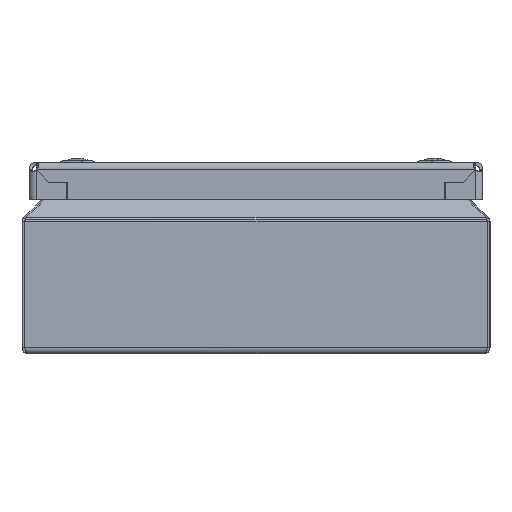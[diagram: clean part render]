
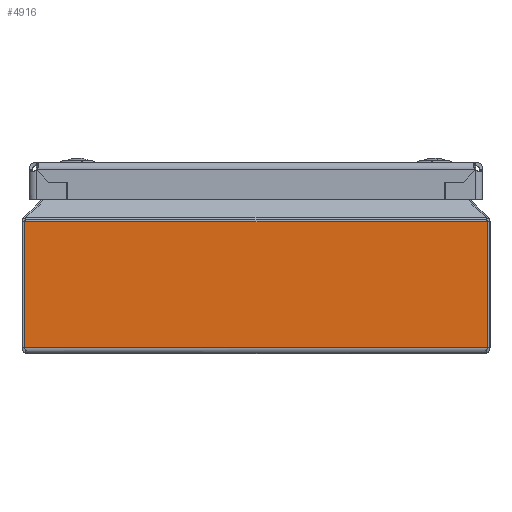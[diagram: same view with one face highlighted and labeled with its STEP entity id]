
A CAD part, left-side view. The second image highlights one B-rep face of the part: STEP entity #4916.
In plain terms, the highlighted planar face has unit normal (-1, 0, 0).
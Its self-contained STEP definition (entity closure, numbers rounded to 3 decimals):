
#4783 = VERTEX_POINT ( 'NONE', #9174 ) ;
#4785 = EDGE_CURVE ( 'NONE', #4786, #4783, #9173, .T. ) ;
#4786 = VERTEX_POINT ( 'NONE', #9169 ) ;
#4849 = VERTEX_POINT ( 'NONE', #9330 ) ;
#4909 = EDGE_CURVE ( 'NONE', #4910, #4849, #9466, .T. ) ;
#4910 = VERTEX_POINT ( 'NONE', #9462 ) ;
#4916 = ADVANCED_FACE ( 'NONE', ( #9451 ), #9450, .T. ) ;
#4917 = EDGE_LOOP ( 'NONE', ( #4918, #4919, #4921, #4922 ) ) ;
#4918 = ORIENTED_EDGE ( 'NONE', *, *, #4909, .T. ) ;
#4919 = ORIENTED_EDGE ( 'NONE', *, *, #4920, .F. ) ;
#4920 = EDGE_CURVE ( 'NONE', #4786, #4849, #9502, .T. ) ;
#4921 = ORIENTED_EDGE ( 'NONE', *, *, #4785, .T. ) ;
#4922 = ORIENTED_EDGE ( 'NONE', *, *, #4923, .T. ) ;
#4923 = EDGE_CURVE ( 'NONE', #4783, #4910, #9498, .T. ) ;
#9169 = CARTESIAN_POINT ( 'NONE',  ( -200., 98.75, 56.482 ) ) ;
#9170 = DIRECTION ( 'NONE',  ( 0., 0., -1. ) ) ;
#9171 = VECTOR ( 'NONE', #9170, 1000. ) ;
#9172 = CARTESIAN_POINT ( 'NONE',  ( -200., 98.75, 56.482 ) ) ;
#9173 = LINE ( 'NONE', #9172, #9171 ) ;
#9174 = CARTESIAN_POINT ( 'NONE',  ( -200., 98.75, 2.5 ) ) ;
#9330 = CARTESIAN_POINT ( 'NONE',  ( -200., -98.75, 56.482 ) ) ;
#9446 = DIRECTION ( 'NONE',  ( 0., 0., -1. ) ) ;
#9447 = DIRECTION ( 'NONE',  ( -1., 0., 0. ) ) ;
#9448 = CARTESIAN_POINT ( 'NONE',  ( -200., 2086.25, 56.482 ) ) ;
#9449 = AXIS2_PLACEMENT_3D ( 'NONE', #9448, #9447, #9446 ) ;
#9450 = PLANE ( 'NONE',  #9449 ) ;
#9451 = FACE_OUTER_BOUND ( 'NONE', #4917, .T. ) ;
#9462 = CARTESIAN_POINT ( 'NONE',  ( -200., -98.75, 2.5 ) ) ;
#9463 = DIRECTION ( 'NONE',  ( 0., 0., 1. ) ) ;
#9464 = VECTOR ( 'NONE', #9463, 1000. ) ;
#9465 = CARTESIAN_POINT ( 'NONE',  ( -200., -98.75, 56.482 ) ) ;
#9466 = LINE ( 'NONE', #9465, #9464 ) ;
#9495 = DIRECTION ( 'NONE',  ( 0., -1., 0. ) ) ;
#9496 = VECTOR ( 'NONE', #9495, 1000. ) ;
#9497 = CARTESIAN_POINT ( 'NONE',  ( -200., 2086.25, 2.5 ) ) ;
#9498 = LINE ( 'NONE', #9497, #9496 ) ;
#9499 = DIRECTION ( 'NONE',  ( 0., -1., 0. ) ) ;
#9500 = VECTOR ( 'NONE', #9499, 1000. ) ;
#9501 = CARTESIAN_POINT ( 'NONE',  ( -200., 2086.25, 56.482 ) ) ;
#9502 = LINE ( 'NONE', #9501, #9500 ) ;
